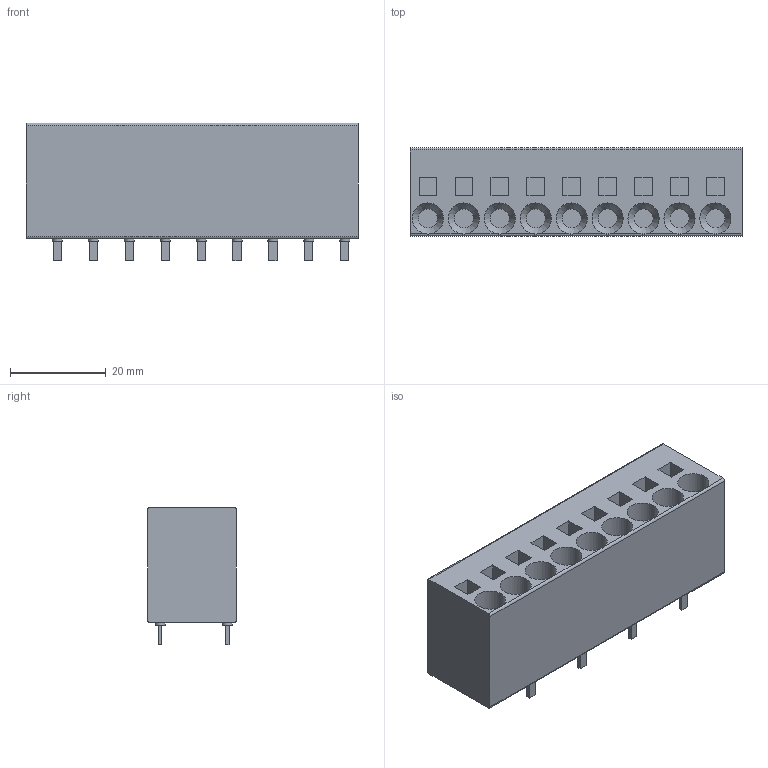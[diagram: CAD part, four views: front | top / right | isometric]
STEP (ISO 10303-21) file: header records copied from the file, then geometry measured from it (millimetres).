
FILE_DESCRIPTION(/* description */ ('model of PhoenixContact_SPT_5_9-V-7.5-ZB_1x09_P7.5mm_Vertical'),/* implementation_level */ '2;1');
FILE_NAME(/* name */ 'PhoenixContact_SPT_5_9-V-7.5-ZB_1x09_P7.5mm_Vertical.step',/* time_stamp */ '2023-01-30T13:58:16',/* author */ ('KiCAD','kicad'),/* organization */ ('OCCT'),/* preprocessor_version */ '',/* originating_system */ 'KiCAD',/* authorisation */ '');
FILE_SCHEMA(('AUTOMOTIVE_DESIGN { 1 0 10303 214 1 1 1 1 }'));
Length unit declared in the file: millimetre
Products named in the file (7): CQ assembly; c25070ea-a09d-11ed-8f45-a0cec80452fd; c25070ea-a09d-11ed-8f45-a0cec80452fd_part; c2507554-a09d-11ed-8f45-a0cec80452fd; c2507554-a09d-11ed-8f45-a0cec80452fd_part; c250781a-a09d-11ed-8f45-a0cec80452fd; c250781a-a09d-11ed-8f45-a0cec80452fd_part
Assembly tree (6 placements, depth 4):
  CQ assembly
    c25070ea-a09d-11ed-8f45-a0cec80452fd
      c25070ea-a09d-11ed-8f45-a0cec80452fd_part
      c2507554-a09d-11ed-8f45-a0cec80452fd
        c2507554-a09d-11ed-8f45-a0cec80452fd_part
      c250781a-a09d-11ed-8f45-a0cec80452fd
        c250781a-a09d-11ed-8f45-a0cec80452fd_part
Bounding box: 69.3 x 18.5 x 28.75 mm (x, y, z)
Volume: 28124 mm3; surface area: 9060.7 mm2
Topology: 10 solids, 10 shells, 154 faces, 339 edges, 223 vertices
Faces by surface type: plane 123, cylinder 22, cone 9
Full cylindrical faces by diameter (mm): 2.1 x9, 6.5 x9
Entity records: 4448 total; most frequent: CARTESIAN_POINT 822, DIRECTION 714, ORIENTED_EDGE 678, EDGE_CURVE 339, LINE 268, VECTOR 268, AXIS2_PLACEMENT_3D 223, VERTEX_POINT 223
